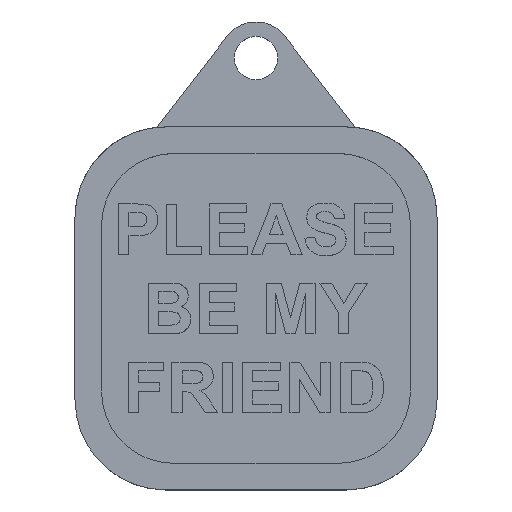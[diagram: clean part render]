
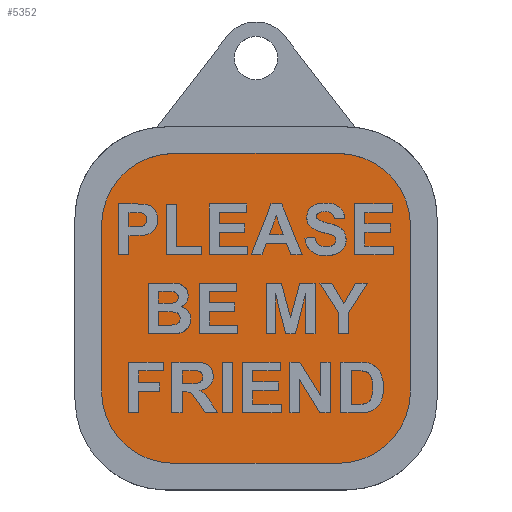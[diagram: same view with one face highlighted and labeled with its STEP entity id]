
A CAD part, top view. The second image highlights one B-rep face of the part: STEP entity #5352.
In plain terms, the highlighted planar face has unit normal (0, 0, 1).
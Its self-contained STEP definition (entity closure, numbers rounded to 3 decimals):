
#363=FACE_OUTER_BOUND('',#669,.T.);
#669=EDGE_LOOP('',(#3539,#3540,#3541,#3542,#3543,#3544,#3545,#3546));
#990=CIRCLE('',#5691,10.);
#991=CIRCLE('',#5692,10.);
#992=CIRCLE('',#5693,10.);
#993=CIRCLE('',#5694,10.);
#1012=LINE('',#6980,#1603);
#1013=LINE('',#6984,#1604);
#1014=LINE('',#6988,#1605);
#1015=LINE('',#6992,#1606);
#1603=VECTOR('',#5925,10.);
#1604=VECTOR('',#5928,10.);
#1605=VECTOR('',#5931,10.);
#1606=VECTOR('',#5934,10.);
#2194=VERTEX_POINT('',#6978);
#2195=VERTEX_POINT('',#6979);
#2196=VERTEX_POINT('',#6981);
#2197=VERTEX_POINT('',#6983);
#2198=VERTEX_POINT('',#6985);
#2199=VERTEX_POINT('',#6987);
#2200=VERTEX_POINT('',#6989);
#2201=VERTEX_POINT('',#6991);
#2732=EDGE_CURVE('',#2194,#2195,#1012,.T.);
#2733=EDGE_CURVE('',#2196,#2194,#990,.T.);
#2734=EDGE_CURVE('',#2197,#2196,#1013,.T.);
#2735=EDGE_CURVE('',#2198,#2197,#991,.T.);
#2736=EDGE_CURVE('',#2199,#2198,#1014,.T.);
#2737=EDGE_CURVE('',#2200,#2199,#992,.T.);
#2738=EDGE_CURVE('',#2201,#2200,#1015,.T.);
#2739=EDGE_CURVE('',#2195,#2201,#993,.T.);
#3539=ORIENTED_EDGE('',*,*,#2732,.F.);
#3540=ORIENTED_EDGE('',*,*,#2733,.F.);
#3541=ORIENTED_EDGE('',*,*,#2734,.F.);
#3542=ORIENTED_EDGE('',*,*,#2735,.F.);
#3543=ORIENTED_EDGE('',*,*,#2736,.F.);
#3544=ORIENTED_EDGE('',*,*,#2737,.F.);
#3545=ORIENTED_EDGE('',*,*,#2738,.F.);
#3546=ORIENTED_EDGE('',*,*,#2739,.F.);
#5153=PLANE('',#5690);
#5352=ADVANCED_FACE('',(#363),#5153,.T.);
#5690=AXIS2_PLACEMENT_3D('',#6977,#5923,#5924);
#5691=AXIS2_PLACEMENT_3D('',#6982,#5926,#5927);
#5692=AXIS2_PLACEMENT_3D('',#6986,#5929,#5930);
#5693=AXIS2_PLACEMENT_3D('',#6990,#5932,#5933);
#5694=AXIS2_PLACEMENT_3D('',#6993,#5935,#5936);
#5923=DIRECTION('center_axis',(0.,0.,1.));
#5924=DIRECTION('ref_axis',(1.,0.,0.));
#5925=DIRECTION('',(0.,1.,0.));
#5926=DIRECTION('center_axis',(0.,0.,-1.));
#5927=DIRECTION('ref_axis',(-1.,0.,0.));
#5928=DIRECTION('',(-1.,0.,0.));
#5929=DIRECTION('center_axis',(0.,0.,-1.));
#5930=DIRECTION('ref_axis',(0.,-1.,0.));
#5931=DIRECTION('',(0.,-1.,0.));
#5932=DIRECTION('center_axis',(0.,0.,-1.));
#5933=DIRECTION('ref_axis',(1.,0.,0.));
#5934=DIRECTION('',(1.,0.,0.));
#5935=DIRECTION('center_axis',(0.,0.,-1.));
#5936=DIRECTION('ref_axis',(0.,1.,0.));
#6977=CARTESIAN_POINT('Origin',(-299.745,227.15,2.5));
#6978=CARTESIAN_POINT('',(-321.084,208.487,2.5));
#6979=CARTESIAN_POINT('',(-321.084,231.297,2.5));
#6980=CARTESIAN_POINT('',(-321.084,217.819,2.5));
#6981=CARTESIAN_POINT('',(-311.084,198.487,2.5));
#6982=CARTESIAN_POINT('Origin',(-311.084,208.487,2.5));
#6983=CARTESIAN_POINT('',(-288.406,198.487,2.5));
#6984=CARTESIAN_POINT('',(-294.076,198.487,2.5));
#6985=CARTESIAN_POINT('',(-278.406,208.487,2.5));
#6986=CARTESIAN_POINT('Origin',(-288.406,208.487,2.5));
#6987=CARTESIAN_POINT('',(-278.406,231.297,2.5));
#6988=CARTESIAN_POINT('',(-278.406,229.223,2.5));
#6989=CARTESIAN_POINT('',(-288.406,241.297,2.5));
#6990=CARTESIAN_POINT('Origin',(-288.406,231.297,2.5));
#6991=CARTESIAN_POINT('',(-311.084,241.297,2.5));
#6992=CARTESIAN_POINT('',(-305.415,241.297,2.5));
#6993=CARTESIAN_POINT('Origin',(-311.084,231.297,2.5));
